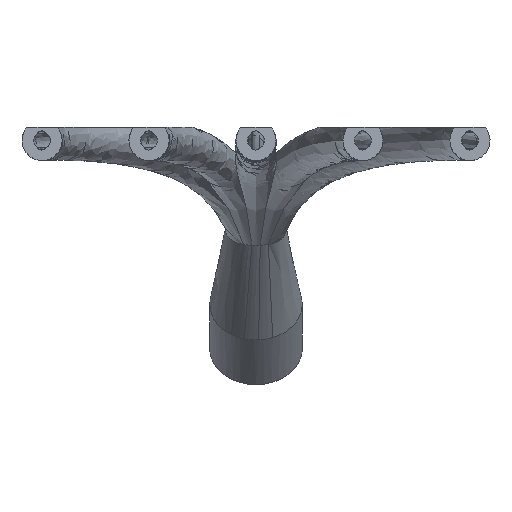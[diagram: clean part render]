
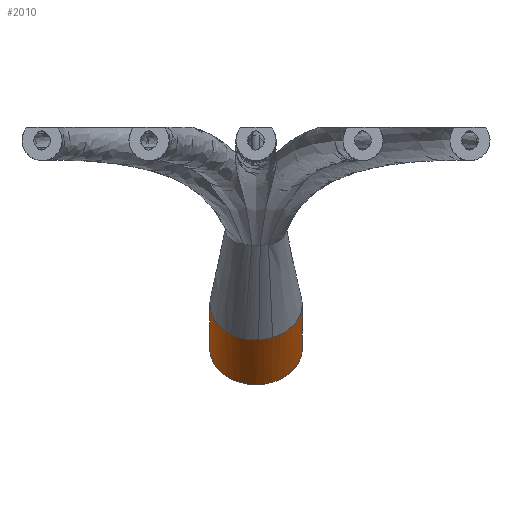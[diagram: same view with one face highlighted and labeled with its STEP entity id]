
A CAD part, front view. The second image highlights one B-rep face of the part: STEP entity #2010.
In plain terms, the highlighted cylindrical face has radius 6 mm (diameter 12 mm), a full revolution.
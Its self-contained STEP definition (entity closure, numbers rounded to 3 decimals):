
#203=FACE_OUTER_BOUND('',#325,.T.);
#325=EDGE_LOOP('',(#1745,#1746,#1747,#1748,#1749,#1750,#1751,#1752,#1753,
#1754,#1755,#1756));
#379=CIRCLE('',#2110,6.);
#380=CIRCLE('',#2111,6.);
#381=CIRCLE('',#2112,6.);
#382=CIRCLE('',#2113,6.);
#383=CIRCLE('',#2114,6.);
#384=CIRCLE('',#2115,6.);
#385=CIRCLE('',#2116,6.);
#386=CIRCLE('',#2117,6.);
#387=CIRCLE('',#2118,6.);
#388=CIRCLE('',#2119,6.);
#668=LINE('',#7521,#726);
#726=VECTOR('',#2287,6.);
#898=VERTEX_POINT('',#7518);
#899=VERTEX_POINT('',#7520);
#900=VERTEX_POINT('',#7522);
#901=VERTEX_POINT('',#7524);
#902=VERTEX_POINT('',#7526);
#903=VERTEX_POINT('',#7528);
#904=VERTEX_POINT('',#7530);
#905=VERTEX_POINT('',#7532);
#906=VERTEX_POINT('',#7534);
#907=VERTEX_POINT('',#7536);
#1191=EDGE_CURVE('',#898,#898,#379,.T.);
#1192=EDGE_CURVE('',#898,#899,#668,.T.);
#1193=EDGE_CURVE('',#899,#900,#380,.T.);
#1194=EDGE_CURVE('',#900,#901,#381,.T.);
#1195=EDGE_CURVE('',#901,#902,#382,.T.);
#1196=EDGE_CURVE('',#902,#903,#383,.T.);
#1197=EDGE_CURVE('',#903,#904,#384,.T.);
#1198=EDGE_CURVE('',#904,#905,#385,.T.);
#1199=EDGE_CURVE('',#905,#906,#386,.T.);
#1200=EDGE_CURVE('',#906,#907,#387,.T.);
#1201=EDGE_CURVE('',#907,#899,#388,.T.);
#1745=ORIENTED_EDGE('',*,*,#1191,.F.);
#1746=ORIENTED_EDGE('',*,*,#1192,.T.);
#1747=ORIENTED_EDGE('',*,*,#1193,.T.);
#1748=ORIENTED_EDGE('',*,*,#1194,.T.);
#1749=ORIENTED_EDGE('',*,*,#1195,.T.);
#1750=ORIENTED_EDGE('',*,*,#1196,.T.);
#1751=ORIENTED_EDGE('',*,*,#1197,.T.);
#1752=ORIENTED_EDGE('',*,*,#1198,.T.);
#1753=ORIENTED_EDGE('',*,*,#1199,.T.);
#1754=ORIENTED_EDGE('',*,*,#1200,.T.);
#1755=ORIENTED_EDGE('',*,*,#1201,.T.);
#1756=ORIENTED_EDGE('',*,*,#1192,.F.);
#1924=CYLINDRICAL_SURFACE('',#2109,6.);
#2010=ADVANCED_FACE('',(#203),#1924,.T.);
#2109=AXIS2_PLACEMENT_3D('',#7517,#2283,#2284);
#2110=AXIS2_PLACEMENT_3D('',#7519,#2285,#2286);
#2111=AXIS2_PLACEMENT_3D('',#7523,#2288,#2289);
#2112=AXIS2_PLACEMENT_3D('',#7525,#2290,#2291);
#2113=AXIS2_PLACEMENT_3D('',#7527,#2292,#2293);
#2114=AXIS2_PLACEMENT_3D('',#7529,#2294,#2295);
#2115=AXIS2_PLACEMENT_3D('',#7531,#2296,#2297);
#2116=AXIS2_PLACEMENT_3D('',#7533,#2298,#2299);
#2117=AXIS2_PLACEMENT_3D('',#7535,#2300,#2301);
#2118=AXIS2_PLACEMENT_3D('',#7537,#2302,#2303);
#2119=AXIS2_PLACEMENT_3D('',#7538,#2304,#2305);
#2283=DIRECTION('center_axis',(0.,0.766,-0.643));
#2284=DIRECTION('ref_axis',(-1.,0.,0.));
#2285=DIRECTION('center_axis',(0.,0.766,-0.643));
#2286=DIRECTION('ref_axis',(-1.,0.,0.));
#2287=DIRECTION('',(0.,-0.766,0.643));
#2288=DIRECTION('center_axis',(0.,0.766,-0.643));
#2289=DIRECTION('ref_axis',(1.,0.,0.));
#2290=DIRECTION('center_axis',(0.,0.766,-0.643));
#2291=DIRECTION('ref_axis',(1.,0.,0.));
#2292=DIRECTION('center_axis',(0.,0.766,-0.643));
#2293=DIRECTION('ref_axis',(1.,0.,0.));
#2294=DIRECTION('center_axis',(0.,0.766,-0.643));
#2295=DIRECTION('ref_axis',(1.,0.,0.));
#2296=DIRECTION('center_axis',(0.,0.766,-0.643));
#2297=DIRECTION('ref_axis',(1.,0.,0.));
#2298=DIRECTION('center_axis',(0.,0.766,-0.643));
#2299=DIRECTION('ref_axis',(1.,0.,0.));
#2300=DIRECTION('center_axis',(0.,0.766,-0.643));
#2301=DIRECTION('ref_axis',(1.,0.,0.));
#2302=DIRECTION('center_axis',(0.,0.766,-0.643));
#2303=DIRECTION('ref_axis',(1.,0.,0.));
#2304=DIRECTION('center_axis',(0.,0.766,-0.643));
#2305=DIRECTION('ref_axis',(1.,0.,0.));
#7517=CARTESIAN_POINT('Origin',(27.75,103.83,-23.214));
#7518=CARTESIAN_POINT('',(33.75,108.426,-27.071));
#7519=CARTESIAN_POINT('Origin',(27.75,108.426,-27.071));
#7520=CARTESIAN_POINT('',(33.75,101.532,-21.286));
#7521=CARTESIAN_POINT('',(33.75,103.83,-23.214));
#7522=CARTESIAN_POINT('',(29.91,97.934,-25.574));
#7523=CARTESIAN_POINT('Origin',(27.75,101.532,-21.286));
#7524=CARTESIAN_POINT('',(28.098,97.682,-25.874));
#7525=CARTESIAN_POINT('Origin',(27.75,101.532,-21.286));
#7526=CARTESIAN_POINT('',(26.235,97.8,-25.733));
#7527=CARTESIAN_POINT('Origin',(27.75,101.532,-21.286));
#7528=CARTESIAN_POINT('',(24.535,98.276,-25.166));
#7529=CARTESIAN_POINT('Origin',(27.75,101.532,-21.286));
#7530=CARTESIAN_POINT('',(27.677,105.389,-16.69));
#7531=CARTESIAN_POINT('Origin',(27.75,101.532,-21.286));
#7532=CARTESIAN_POINT('',(28.085,105.383,-16.696));
#7533=CARTESIAN_POINT('Origin',(27.75,101.532,-21.286));
#7534=CARTESIAN_POINT('',(28.595,105.35,-16.735));
#7535=CARTESIAN_POINT('Origin',(27.75,101.532,-21.286));
#7536=CARTESIAN_POINT('',(28.997,105.305,-16.79));
#7537=CARTESIAN_POINT('Origin',(27.75,101.532,-21.286));
#7538=CARTESIAN_POINT('Origin',(27.75,101.532,-21.286));
